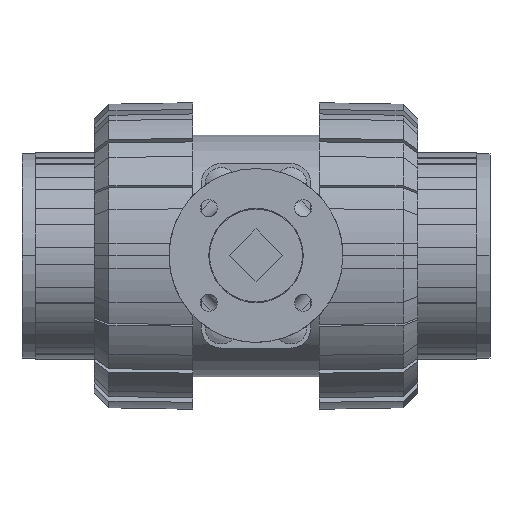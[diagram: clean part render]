
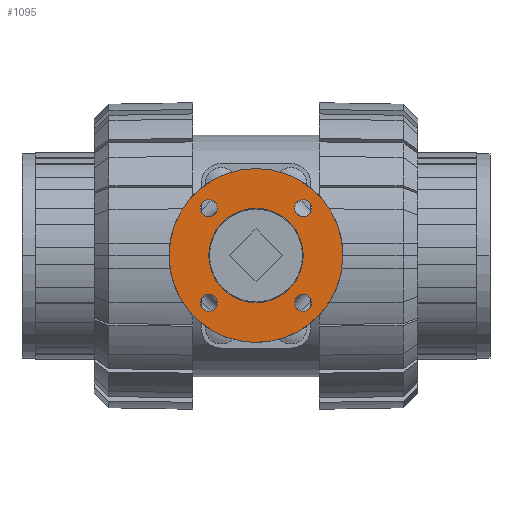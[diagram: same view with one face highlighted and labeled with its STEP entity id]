
A CAD part, top view. The second image highlights one B-rep face of the part: STEP entity #1095.
In plain terms, the highlighted planar face has unit normal (0, 0, 1).
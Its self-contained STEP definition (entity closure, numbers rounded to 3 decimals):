
#1095=ADVANCED_FACE('',(#2510,#2511,#2512,#2513,#2514,#2515),#2516,.T.);
#2510=FACE_BOUND('',#4375,.T.);
#2511=FACE_BOUND('',#4376,.T.);
#2512=FACE_BOUND('',#4377,.T.);
#2513=FACE_BOUND('',#4378,.T.);
#2514=FACE_BOUND('',#4379,.T.);
#2515=FACE_OUTER_BOUND('',#4380,.T.);
#2516=PLANE('',#4381);
#4375=EDGE_LOOP('',(#6835,#6836));
#4376=EDGE_LOOP('',(#6837,#6838));
#4377=EDGE_LOOP('',(#6839,#6840));
#4378=EDGE_LOOP('',(#6841,#6842));
#4379=EDGE_LOOP('',(#6843,#6844));
#4380=EDGE_LOOP('',(#6845,#6846,#6847));
#4381=AXIS2_PLACEMENT_3D('',#6848,#6849,#6850);
#6835=ORIENTED_EDGE('',*,*,#11937,.T.);
#6836=ORIENTED_EDGE('',*,*,#11842,.T.);
#6837=ORIENTED_EDGE('',*,*,#11824,.T.);
#6838=ORIENTED_EDGE('',*,*,#11971,.T.);
#6839=ORIENTED_EDGE('',*,*,#11819,.T.);
#6840=ORIENTED_EDGE('',*,*,#11973,.T.);
#6841=ORIENTED_EDGE('',*,*,#11813,.T.);
#6842=ORIENTED_EDGE('',*,*,#11975,.T.);
#6843=ORIENTED_EDGE('',*,*,#11808,.T.);
#6844=ORIENTED_EDGE('',*,*,#11977,.T.);
#6845=ORIENTED_EDGE('',*,*,#11764,.T.);
#6846=ORIENTED_EDGE('',*,*,#12063,.T.);
#6847=ORIENTED_EDGE('',*,*,#11765,.T.);
#6848=CARTESIAN_POINT('',(0.0,0.0,173.5));
#6849=DIRECTION('',(0.0,0.0,1.0));
#6850=DIRECTION('',(-1.0,0.0,0.0));
#11764=EDGE_CURVE('',#14086,#14083,#14087,.T.);
#11765=EDGE_CURVE('',#14088,#14086,#14089,.T.);
#11808=EDGE_CURVE('',#14160,#14166,#14168,.T.);
#11813=EDGE_CURVE('',#14171,#14175,#14177,.T.);
#11819=EDGE_CURVE('',#14180,#14186,#14188,.T.);
#11824=EDGE_CURVE('',#14191,#14195,#14197,.T.);
#11842=EDGE_CURVE('',#14229,#14226,#14230,.T.);
#11937=EDGE_CURVE('',#14226,#14229,#14388,.T.);
#11971=EDGE_CURVE('',#14195,#14191,#14430,.T.);
#11973=EDGE_CURVE('',#14186,#14180,#14432,.T.);
#11975=EDGE_CURVE('',#14175,#14171,#14434,.T.);
#11977=EDGE_CURVE('',#14166,#14160,#14436,.T.);
#12063=EDGE_CURVE('',#14083,#14088,#14549,.T.);
#14083=VERTEX_POINT('',#17508);
#14086=VERTEX_POINT('',#17512);
#14087=CIRCLE('',#17513,32.5);
#14088=VERTEX_POINT('',#17514);
#14089=CIRCLE('',#17515,32.5);
#14160=VERTEX_POINT('',#17914);
#14166=VERTEX_POINT('',#17921);
#14168=CIRCLE('',#17924,3.25);
#14171=VERTEX_POINT('',#17927);
#14175=VERTEX_POINT('',#17932);
#14177=CIRCLE('',#17935,3.25);
#14180=VERTEX_POINT('',#17938);
#14186=VERTEX_POINT('',#17945);
#14188=CIRCLE('',#17948,3.25);
#14191=VERTEX_POINT('',#17951);
#14195=VERTEX_POINT('',#17956);
#14197=CIRCLE('',#17959,3.25);
#14226=VERTEX_POINT('',#17994);
#14229=VERTEX_POINT('',#17998);
#14230=CIRCLE('',#17999,17.65);
#14388=CIRCLE('',#18240,17.65);
#14430=CIRCLE('',#18290,3.25);
#14432=CIRCLE('',#18292,3.25);
#14434=CIRCLE('',#18294,3.25);
#14436=CIRCLE('',#18296,3.25);
#14549=CIRCLE('',#18756,32.5);
#17508=CARTESIAN_POINT('',(32.5,0.,173.5));
#17512=CARTESIAN_POINT('',(32.465,-1.5,173.5));
#17513=AXIS2_PLACEMENT_3D('',#25074,#25075,#25076);
#17514=CARTESIAN_POINT('',(-32.5,0.,173.5));
#17515=AXIS2_PLACEMENT_3D('',#25077,#25078,#25079);
#17914=CARTESIAN_POINT('',(20.925,17.675,173.5));
#17921=CARTESIAN_POINT('',(14.425,17.675,173.5));
#17924=AXIS2_PLACEMENT_3D('',#25150,#25151,#25152);
#17927=CARTESIAN_POINT('',(20.925,-17.675,173.5));
#17932=CARTESIAN_POINT('',(14.425,-17.675,173.5));
#17935=AXIS2_PLACEMENT_3D('',#25158,#25159,#25160);
#17938=CARTESIAN_POINT('',(-14.425,17.675,173.5));
#17945=CARTESIAN_POINT('',(-20.925,17.675,173.5));
#17948=AXIS2_PLACEMENT_3D('',#25169,#25170,#25171);
#17951=CARTESIAN_POINT('',(-14.425,-17.675,173.5));
#17956=CARTESIAN_POINT('',(-20.925,-17.675,173.5));
#17959=AXIS2_PLACEMENT_3D('',#25177,#25178,#25179);
#17994=CARTESIAN_POINT('',(17.65,0.0,173.5));
#17998=CARTESIAN_POINT('',(-17.65,0.,173.5));
#17999=AXIS2_PLACEMENT_3D('',#25205,#25206,#25207);
#18240=AXIS2_PLACEMENT_3D('',#25345,#25346,#25347);
#18290=AXIS2_PLACEMENT_3D('',#25404,#25405,#25406);
#18292=AXIS2_PLACEMENT_3D('',#25407,#25408,#25409);
#18294=AXIS2_PLACEMENT_3D('',#25410,#25411,#25412);
#18296=AXIS2_PLACEMENT_3D('',#25413,#25414,#25415);
#18756=AXIS2_PLACEMENT_3D('',#25519,#25520,#25521);
#25074=CARTESIAN_POINT('',(0.0,0.0,173.5));
#25075=DIRECTION('',(0.0,0.0,1.0));
#25076=DIRECTION('',(1.0,0.0,0.0));
#25077=CARTESIAN_POINT('',(0.0,0.0,173.5));
#25078=DIRECTION('',(0.0,0.0,1.0));
#25079=DIRECTION('',(1.0,0.0,0.0));
#25150=CARTESIAN_POINT('',(17.675,17.675,173.5));
#25151=DIRECTION('',(0.0,0.0,-1.0));
#25152=DIRECTION('',(1.0,0.0,0.0));
#25158=CARTESIAN_POINT('',(17.675,-17.675,173.5));
#25159=DIRECTION('',(0.0,0.0,-1.0));
#25160=DIRECTION('',(1.0,0.0,0.0));
#25169=CARTESIAN_POINT('',(-17.675,17.675,173.5));
#25170=DIRECTION('',(0.0,0.0,-1.0));
#25171=DIRECTION('',(1.0,0.0,0.0));
#25177=CARTESIAN_POINT('',(-17.675,-17.675,173.5));
#25178=DIRECTION('',(0.0,0.0,-1.0));
#25179=DIRECTION('',(1.0,0.0,0.0));
#25205=CARTESIAN_POINT('',(0.0,0.0,173.5));
#25206=DIRECTION('',(0.0,0.0,-1.0));
#25207=DIRECTION('',(1.0,0.0,0.0));
#25345=CARTESIAN_POINT('',(0.0,0.0,173.5));
#25346=DIRECTION('',(0.0,0.0,-1.0));
#25347=DIRECTION('',(1.0,0.0,0.0));
#25404=CARTESIAN_POINT('',(-17.675,-17.675,173.5));
#25405=DIRECTION('',(0.0,0.0,-1.0));
#25406=DIRECTION('',(1.0,0.0,0.0));
#25407=CARTESIAN_POINT('',(-17.675,17.675,173.5));
#25408=DIRECTION('',(0.0,0.0,-1.0));
#25409=DIRECTION('',(1.0,0.0,0.0));
#25410=CARTESIAN_POINT('',(17.675,-17.675,173.5));
#25411=DIRECTION('',(0.0,0.0,-1.0));
#25412=DIRECTION('',(1.0,0.0,0.0));
#25413=CARTESIAN_POINT('',(17.675,17.675,173.5));
#25414=DIRECTION('',(0.0,0.0,-1.0));
#25415=DIRECTION('',(1.0,0.0,0.0));
#25519=CARTESIAN_POINT('',(0.0,0.0,173.5));
#25520=DIRECTION('',(0.0,0.0,1.0));
#25521=DIRECTION('',(1.0,0.0,0.0));
